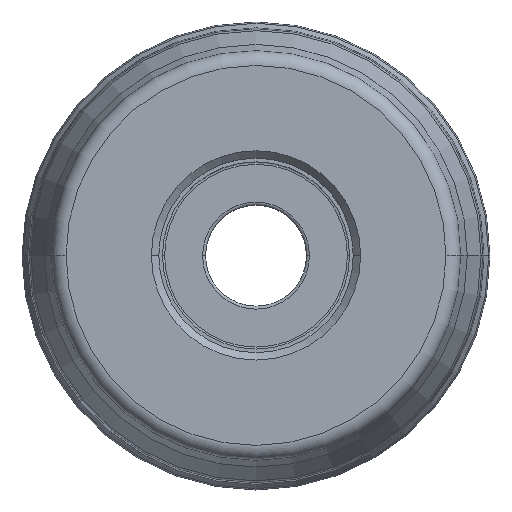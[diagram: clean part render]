
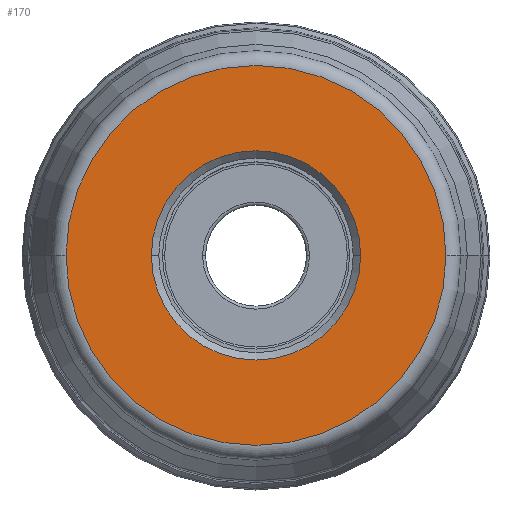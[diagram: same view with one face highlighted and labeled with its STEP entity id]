
A CAD part, top view. The second image highlights one B-rep face of the part: STEP entity #170.
In plain terms, the highlighted planar face has unit normal (0, 0, 1).
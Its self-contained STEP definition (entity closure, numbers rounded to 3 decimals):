
#69=PLANE('',#1721);
#79=FACE_BOUND('',#344,.T.);
#80=FACE_BOUND('',#345,.T.);
#170=ADVANCED_FACE('',(#79,#80),#69,.F.);
#344=EDGE_LOOP('',(#628,#629,#630,#631));
#345=EDGE_LOOP('',(#632,#633,#634,#635));
#628=ORIENTED_EDGE('',*,*,#1074,.F.);
#629=ORIENTED_EDGE('',*,*,#1078,.F.);
#630=ORIENTED_EDGE('',*,*,#1077,.T.);
#631=ORIENTED_EDGE('',*,*,#1075,.T.);
#632=ORIENTED_EDGE('',*,*,#1079,.T.);
#633=ORIENTED_EDGE('',*,*,#1080,.T.);
#634=ORIENTED_EDGE('',*,*,#1081,.T.);
#635=ORIENTED_EDGE('',*,*,#1082,.T.);
#888=VERTEX_POINT('',#2674);
#889=VERTEX_POINT('',#2676);
#890=VERTEX_POINT('',#2678);
#891=VERTEX_POINT('',#2682);
#892=VERTEX_POINT('',#2686);
#893=VERTEX_POINT('',#2687);
#894=VERTEX_POINT('',#2689);
#895=VERTEX_POINT('',#2691);
#1074=EDGE_CURVE('',#888,#889,#1273,.T.);
#1075=EDGE_CURVE('',#890,#889,#1274,.T.);
#1077=EDGE_CURVE('',#891,#890,#1276,.T.);
#1078=EDGE_CURVE('',#891,#888,#1277,.T.);
#1079=EDGE_CURVE('',#892,#893,#1278,.T.);
#1080=EDGE_CURVE('',#893,#894,#1279,.T.);
#1081=EDGE_CURVE('',#894,#895,#1280,.T.);
#1082=EDGE_CURVE('',#895,#892,#1281,.T.);
#1273=CIRCLE('',#1710,25.782);
#1274=CIRCLE('',#1711,25.782);
#1276=CIRCLE('',#1714,25.782);
#1277=CIRCLE('',#1715,25.782);
#1278=CIRCLE('',#1717,14.2);
#1279=CIRCLE('',#1718,14.2);
#1280=CIRCLE('',#1719,14.2);
#1281=CIRCLE('',#1720,14.2);
#1710=AXIS2_PLACEMENT_3D('',#2675,#2173,#2174);
#1711=AXIS2_PLACEMENT_3D('',#2677,#2175,#2176);
#1714=AXIS2_PLACEMENT_3D('',#2681,#2181,#2182);
#1715=AXIS2_PLACEMENT_3D('',#2683,#2183,#2184);
#1717=AXIS2_PLACEMENT_3D('',#2685,#2187,#2188);
#1718=AXIS2_PLACEMENT_3D('',#2688,#2189,#2190);
#1719=AXIS2_PLACEMENT_3D('',#2690,#2191,#2192);
#1720=AXIS2_PLACEMENT_3D('',#2692,#2193,#2194);
#1721=AXIS2_PLACEMENT_3D('',#2693,#2195,#2196);
#2173=DIRECTION('',(0.,0.,-1.));
#2174=DIRECTION('',(-1.,0.,0.));
#2175=DIRECTION('',(0.,0.,1.));
#2176=DIRECTION('',(1.,0.,0.));
#2181=DIRECTION('',(0.,0.,1.));
#2182=DIRECTION('',(1.,0.,0.));
#2183=DIRECTION('',(0.,0.,-1.));
#2184=DIRECTION('',(-1.,0.,0.));
#2187=DIRECTION('',(0.,0.,-1.));
#2188=DIRECTION('',(0.,1.,0.));
#2189=DIRECTION('',(0.,0.,-1.));
#2190=DIRECTION('',(1.,0.,0.));
#2191=DIRECTION('',(0.,0.,-1.));
#2192=DIRECTION('',(0.,-1.,0.));
#2193=DIRECTION('',(0.,0.,-1.));
#2194=DIRECTION('',(-1.,0.,0.));
#2195=DIRECTION('',(0.,0.,-1.));
#2196=DIRECTION('',(1.,0.,0.));
#2674=CARTESIAN_POINT('',(-25.782,0.,0.));
#2675=CARTESIAN_POINT('',(0.,0.,0.));
#2676=CARTESIAN_POINT('',(-25.781,0.02,0.));
#2677=CARTESIAN_POINT('',(0.,0.,0.));
#2678=CARTESIAN_POINT('',(25.782,0.,0.));
#2681=CARTESIAN_POINT('',(0.,0.,0.));
#2682=CARTESIAN_POINT('',(25.781,-0.02,0.));
#2683=CARTESIAN_POINT('',(0.,0.,0.));
#2685=CARTESIAN_POINT('',(0.,0.,0.));
#2686=CARTESIAN_POINT('',(0.,14.2,0.));
#2687=CARTESIAN_POINT('',(14.2,0.,0.));
#2688=CARTESIAN_POINT('',(0.,0.,0.));
#2689=CARTESIAN_POINT('',(0.,-14.2,0.));
#2690=CARTESIAN_POINT('',(0.,0.,0.));
#2691=CARTESIAN_POINT('',(-14.2,0.,0.));
#2692=CARTESIAN_POINT('',(0.,0.,0.));
#2693=CARTESIAN_POINT('',(0.,0.,0.));
